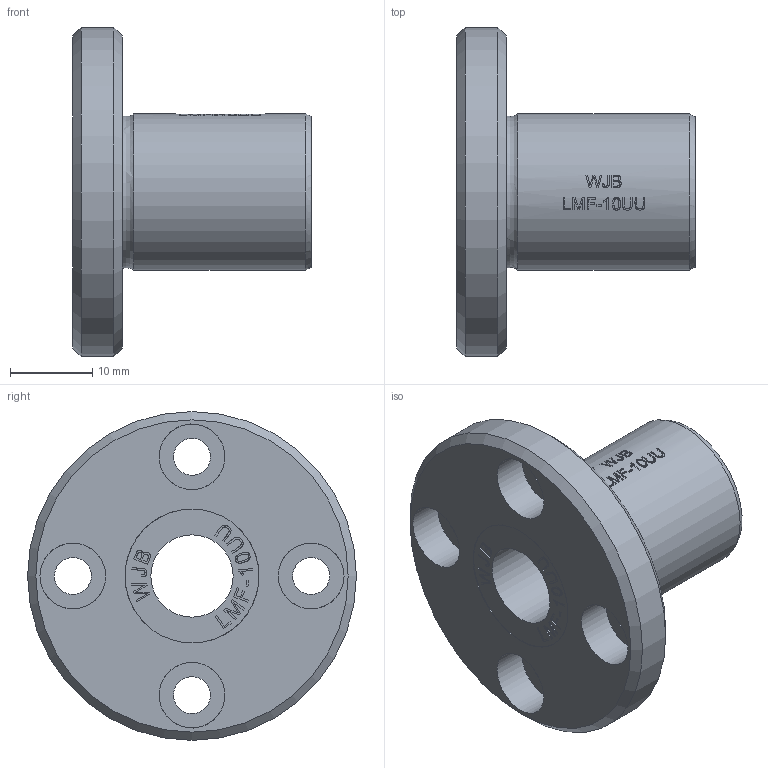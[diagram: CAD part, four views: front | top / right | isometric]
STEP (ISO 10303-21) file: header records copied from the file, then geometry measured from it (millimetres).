
FILE_DESCRIPTION(/* description */ (''),/* implementation_level */ '2;1');
FILE_NAME(/* name */ 'WJB-LMF-10UU-2.stp',/* time_stamp */ '2018-09-06T01:09:29+08:00',/* author */ (''),/* organization */ (''),/* preprocessor_version */ 'ST-DEVELOPER v11',/* originating_system */ 'SIEMENS UGS NX 6.0',/* authorisation */ '');
FILE_SCHEMA (('CONFIG_CONTROL_DESIGN'));
Length unit declared in the file: millimetre
Products named in the file (1): WJB-LMF-10UU
Bounding box: 29 x 40 x 40 mm (x, y, z)
Volume: 10631.4 mm3; surface area: 5674.7 mm2
Topology: 1 solids, 1 shells, 317 faces, 821 edges, 555 vertices
Faces by surface type: plane 202, extrusion 84, cylinder 27, torus 2, cone 2
Full cylindrical faces by diameter (mm): 4.5 x4, 8 x4, 10 x1, 16.3 x2, 19 x1, 40 x1
Entity records: 12518 total; most frequent: CARTESIAN_POINT 5260, ORIENTED_EDGE 1606, DIRECTION 1099, EDGE_CURVE 803, VERTEX_POINT 554, VECTOR 499, LINE 415, B_SPLINE_CURVE_WITH_KNOTS 406
